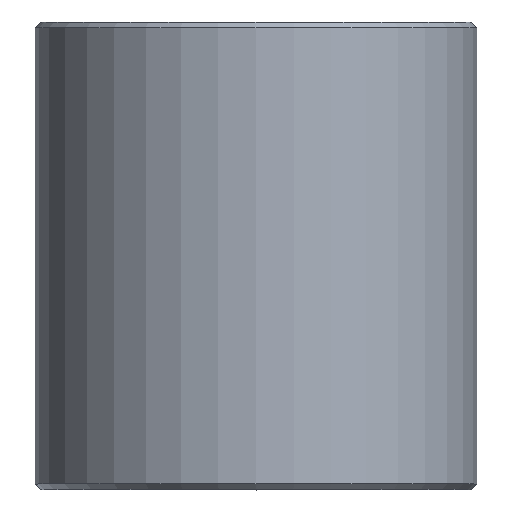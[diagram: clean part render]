
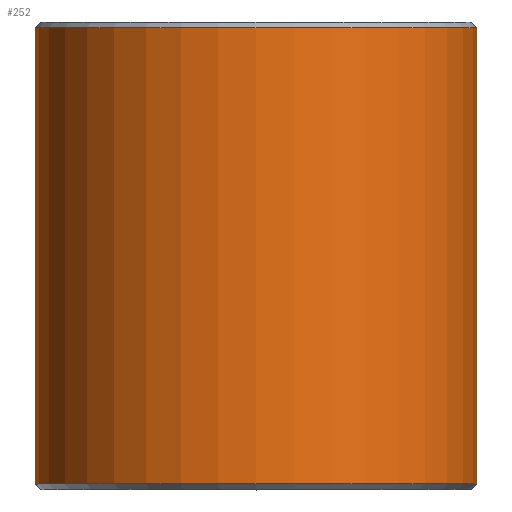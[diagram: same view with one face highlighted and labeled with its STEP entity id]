
A CAD part, top view. The second image highlights one B-rep face of the part: STEP entity #252.
In plain terms, the highlighted cylindrical face has radius 9.9 mm (diameter 19.8 mm), a full revolution.
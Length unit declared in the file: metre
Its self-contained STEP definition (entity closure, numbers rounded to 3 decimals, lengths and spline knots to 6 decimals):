
#14=CYLINDRICAL_SURFACE('',#283,0.0099);
#16=CIRCLE('',#284,0.0099);
#17=CIRCLE('',#285,0.0099);
#32=ORIENTED_EDGE('',*,*,#95,.T.);
#33=ORIENTED_EDGE('',*,*,#96,.T.);
#95=EDGE_CURVE('',#126,#126,#16,.F.);
#96=EDGE_CURVE('',#127,#127,#17,.F.);
#126=VERTEX_POINT('',#401);
#127=VERTEX_POINT('',#403);
#195=EDGE_LOOP('',(#32));
#196=EDGE_LOOP('',(#33));
#217=FACE_BOUND('',#195,.T.);
#218=FACE_BOUND('',#196,.T.);
#252=ADVANCED_FACE('',(#217,#218),#14,.T.);
#283=AXIS2_PLACEMENT_3D('',#399,#321,#322);
#284=AXIS2_PLACEMENT_3D('',#400,#323,#324);
#285=AXIS2_PLACEMENT_3D('',#402,#325,#326);
#321=DIRECTION('',(0.,1.,0.));
#322=DIRECTION('',(0.,0.,1.));
#323=DIRECTION('',(0.,-1.,0.));
#324=DIRECTION('',(0.,0.,-1.));
#325=DIRECTION('',(0.,1.,0.));
#326=DIRECTION('',(0.,0.,1.));
#399=CARTESIAN_POINT('',(-0.239589,-0.179396,-0.058738));
#400=CARTESIAN_POINT('',(-0.239589,-0.179144,-0.058738));
#401=CARTESIAN_POINT('',(-0.239589,-0.179144,-0.068638));
#402=CARTESIAN_POINT('',(-0.239589,-0.158688,-0.058738));
#403=CARTESIAN_POINT('',(-0.239589,-0.158688,-0.048838));
